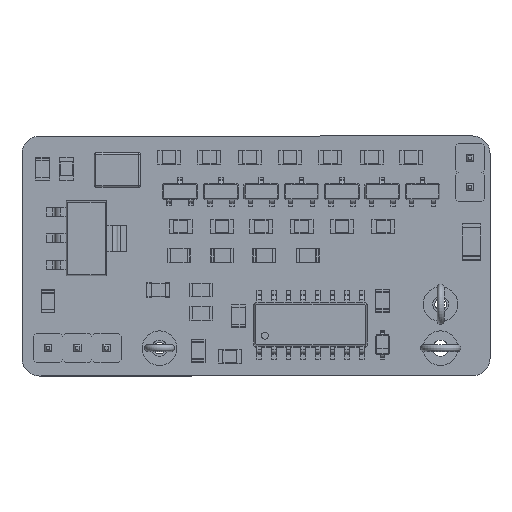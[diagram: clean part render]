
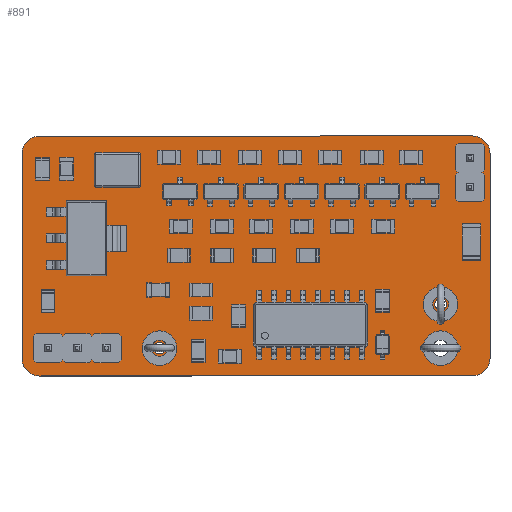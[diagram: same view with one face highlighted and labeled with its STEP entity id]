
A CAD part, top view. The second image highlights one B-rep face of the part: STEP entity #891.
In plain terms, the highlighted planar face has unit normal (0, 0, 1).
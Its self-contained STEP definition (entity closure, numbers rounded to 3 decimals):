
#376 = VERTEX_POINT('',#377);
#377 = CARTESIAN_POINT('',(166.847,-58.65,0.));
#394 = VERTEX_POINT('',#395);
#395 = CARTESIAN_POINT('',(166.847,-76.47,0.));
#401 = EDGE_CURVE('',#376,#394,#402,.T.);
#402 = LINE('',#403,#404);
#403 = CARTESIAN_POINT('',(166.847,-58.65,0.));
#404 = VECTOR('',#405,1.);
#405 = DIRECTION('',(0.,-1.,0.));
#426 = VERTEX_POINT('',#427);
#427 = CARTESIAN_POINT('',(165.347,-57.15,0.));
#433 = EDGE_CURVE('',#376,#426,#434,.T.);
#434 = CIRCLE('',#435,1.5);
#435 = AXIS2_PLACEMENT_3D('',#436,#437,#438);
#436 = CARTESIAN_POINT('',(165.347,-58.65,0.));
#437 = DIRECTION('',(0.,0.,1.));
#438 = DIRECTION('',(1.,0.,0.));
#449 = VERTEX_POINT('',#450);
#450 = CARTESIAN_POINT('',(165.347,-77.97,0.));
#466 = EDGE_CURVE('',#449,#394,#467,.T.);
#467 = CIRCLE('',#468,1.5);
#468 = AXIS2_PLACEMENT_3D('',#469,#470,#471);
#469 = CARTESIAN_POINT('',(165.347,-76.47,0.));
#470 = DIRECTION('',(0.,0.,1.));
#471 = DIRECTION('',(1.,0.,0.));
#482 = VERTEX_POINT('',#483);
#483 = CARTESIAN_POINT('',(127.738,-57.158,0.));
#498 = EDGE_CURVE('',#482,#426,#499,.T.);
#499 = LINE('',#500,#501);
#500 = CARTESIAN_POINT('',(127.738,-57.158,0.));
#501 = VECTOR('',#502,1.);
#502 = DIRECTION('',(1.,0.,0.));
#522 = VERTEX_POINT('',#523);
#523 = CARTESIAN_POINT('',(127.738,-77.978,0.));
#529 = EDGE_CURVE('',#449,#522,#530,.T.);
#530 = LINE('',#531,#532);
#531 = CARTESIAN_POINT('',(165.347,-77.97,0.));
#532 = VECTOR('',#533,1.);
#533 = DIRECTION('',(-1.,0.,0.));
#554 = VERTEX_POINT('',#555);
#555 = CARTESIAN_POINT('',(126.238,-58.658,0.));
#561 = EDGE_CURVE('',#482,#554,#562,.T.);
#562 = CIRCLE('',#563,1.5);
#563 = AXIS2_PLACEMENT_3D('',#564,#565,#566);
#564 = CARTESIAN_POINT('',(127.738,-58.658,0.));
#565 = DIRECTION('',(0.,0.,1.));
#566 = DIRECTION('',(1.,0.,0.));
#577 = VERTEX_POINT('',#578);
#578 = CARTESIAN_POINT('',(126.238,-76.478,0.));
#594 = EDGE_CURVE('',#577,#522,#595,.T.);
#595 = CIRCLE('',#596,1.5);
#596 = AXIS2_PLACEMENT_3D('',#597,#598,#599);
#597 = CARTESIAN_POINT('',(127.738,-76.478,0.));
#598 = DIRECTION('',(0.,0.,1.));
#599 = DIRECTION('',(1.,0.,0.));
#617 = EDGE_CURVE('',#577,#554,#618,.T.);
#618 = LINE('',#619,#620);
#619 = CARTESIAN_POINT('',(126.238,-76.478,0.));
#620 = VECTOR('',#621,1.);
#621 = DIRECTION('',(0.,1.,0.));
#632 = VERTEX_POINT('',#633);
#633 = CARTESIAN_POINT('',(163.26,-75.565,0.));
#649 = EDGE_CURVE('',#632,#632,#650,.T.);
#650 = CIRCLE('',#651,0.7);
#651 = AXIS2_PLACEMENT_3D('',#652,#653,#654);
#652 = CARTESIAN_POINT('',(162.56,-75.565,0.));
#653 = DIRECTION('',(0.,0.,1.));
#654 = DIRECTION('',(1.,0.,-0.));
#665 = VERTEX_POINT('',#666);
#666 = CARTESIAN_POINT('',(163.06,-71.755,0.));
#682 = EDGE_CURVE('',#665,#665,#683,.T.);
#683 = CIRCLE('',#684,0.5);
#684 = AXIS2_PLACEMENT_3D('',#685,#686,#687);
#685 = CARTESIAN_POINT('',(162.56,-71.755,0.));
#686 = DIRECTION('',(0.,0.,1.));
#687 = DIRECTION('',(1.,0.,-0.));
#698 = VERTEX_POINT('',#699);
#699 = CARTESIAN_POINT('',(138.676,-75.565,0.));
#715 = EDGE_CURVE('',#698,#698,#716,.T.);
#716 = CIRCLE('',#717,0.5);
#717 = AXIS2_PLACEMENT_3D('',#718,#719,#720);
#718 = CARTESIAN_POINT('',(138.176,-75.565,0.));
#719 = DIRECTION('',(0.,0.,1.));
#720 = DIRECTION('',(1.,0.,-0.));
#731 = VERTEX_POINT('',#732);
#732 = CARTESIAN_POINT('',(134.08,-75.565,0.));
#748 = EDGE_CURVE('',#731,#731,#749,.T.);
#749 = CIRCLE('',#750,0.5);
#750 = AXIS2_PLACEMENT_3D('',#751,#752,#753);
#751 = CARTESIAN_POINT('',(133.58,-75.565,0.));
#752 = DIRECTION('',(0.,0.,1.));
#753 = DIRECTION('',(1.,0.,-0.));
#764 = VERTEX_POINT('',#765);
#765 = CARTESIAN_POINT('',(131.54,-75.565,0.));
#781 = EDGE_CURVE('',#764,#764,#782,.T.);
#782 = CIRCLE('',#783,0.5);
#783 = AXIS2_PLACEMENT_3D('',#784,#785,#786);
#784 = CARTESIAN_POINT('',(131.04,-75.565,0.));
#785 = DIRECTION('',(0.,0.,1.));
#786 = DIRECTION('',(1.,0.,-0.));
#797 = VERTEX_POINT('',#798);
#798 = CARTESIAN_POINT('',(129.,-75.565,0.));
#814 = EDGE_CURVE('',#797,#797,#815,.T.);
#815 = CIRCLE('',#816,0.5);
#816 = AXIS2_PLACEMENT_3D('',#817,#818,#819);
#817 = CARTESIAN_POINT('',(128.5,-75.565,0.));
#818 = DIRECTION('',(0.,0.,1.));
#819 = DIRECTION('',(1.,0.,-0.));
#830 = VERTEX_POINT('',#831);
#831 = CARTESIAN_POINT('',(165.6,-61.595,0.));
#847 = EDGE_CURVE('',#830,#830,#848,.T.);
#848 = CIRCLE('',#849,0.5);
#849 = AXIS2_PLACEMENT_3D('',#850,#851,#852);
#850 = CARTESIAN_POINT('',(165.1,-61.595,0.));
#851 = DIRECTION('',(0.,0.,1.));
#852 = DIRECTION('',(1.,0.,-0.));
#863 = VERTEX_POINT('',#864);
#864 = CARTESIAN_POINT('',(165.6,-59.055,0.));
#880 = EDGE_CURVE('',#863,#863,#881,.T.);
#881 = CIRCLE('',#882,0.5);
#882 = AXIS2_PLACEMENT_3D('',#883,#884,#885);
#883 = CARTESIAN_POINT('',(165.1,-59.055,0.));
#884 = DIRECTION('',(0.,0.,1.));
#885 = DIRECTION('',(1.,0.,-0.));
#891 = ADVANCED_FACE('',(#892,#902,#905,#908,#911,#914,#917,#920,#923),
  #926,.F.);
#892 = FACE_BOUND('',#893,.F.);
#893 = EDGE_LOOP('',(#894,#895,#896,#897,#898,#899,#900,#901));
#894 = ORIENTED_EDGE('',*,*,#401,.T.);
#895 = ORIENTED_EDGE('',*,*,#466,.F.);
#896 = ORIENTED_EDGE('',*,*,#529,.T.);
#897 = ORIENTED_EDGE('',*,*,#594,.F.);
#898 = ORIENTED_EDGE('',*,*,#617,.T.);
#899 = ORIENTED_EDGE('',*,*,#561,.F.);
#900 = ORIENTED_EDGE('',*,*,#498,.T.);
#901 = ORIENTED_EDGE('',*,*,#433,.F.);
#902 = FACE_BOUND('',#903,.F.);
#903 = EDGE_LOOP('',(#904));
#904 = ORIENTED_EDGE('',*,*,#649,.T.);
#905 = FACE_BOUND('',#906,.F.);
#906 = EDGE_LOOP('',(#907));
#907 = ORIENTED_EDGE('',*,*,#682,.T.);
#908 = FACE_BOUND('',#909,.F.);
#909 = EDGE_LOOP('',(#910));
#910 = ORIENTED_EDGE('',*,*,#715,.T.);
#911 = FACE_BOUND('',#912,.F.);
#912 = EDGE_LOOP('',(#913));
#913 = ORIENTED_EDGE('',*,*,#748,.T.);
#914 = FACE_BOUND('',#915,.F.);
#915 = EDGE_LOOP('',(#916));
#916 = ORIENTED_EDGE('',*,*,#781,.T.);
#917 = FACE_BOUND('',#918,.F.);
#918 = EDGE_LOOP('',(#919));
#919 = ORIENTED_EDGE('',*,*,#814,.T.);
#920 = FACE_BOUND('',#921,.F.);
#921 = EDGE_LOOP('',(#922));
#922 = ORIENTED_EDGE('',*,*,#847,.T.);
#923 = FACE_BOUND('',#924,.F.);
#924 = EDGE_LOOP('',(#925));
#925 = ORIENTED_EDGE('',*,*,#880,.T.);
#926 = PLANE('',#927);
#927 = AXIS2_PLACEMENT_3D('',#928,#929,#930);
#928 = CARTESIAN_POINT('',(146.543,-67.564,0.));
#929 = DIRECTION('',(-0.,-0.,-1.));
#930 = DIRECTION('',(-1.,0.,0.));
